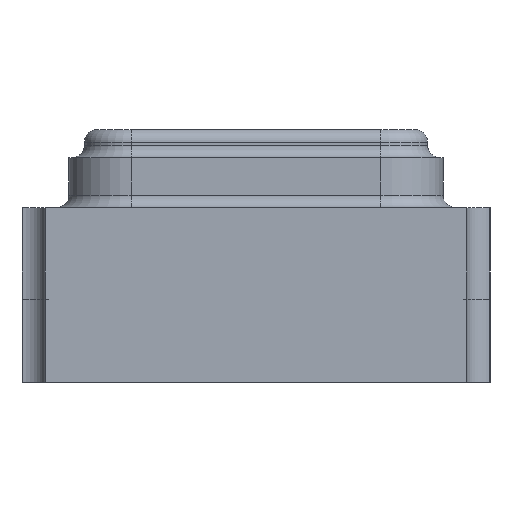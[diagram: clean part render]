
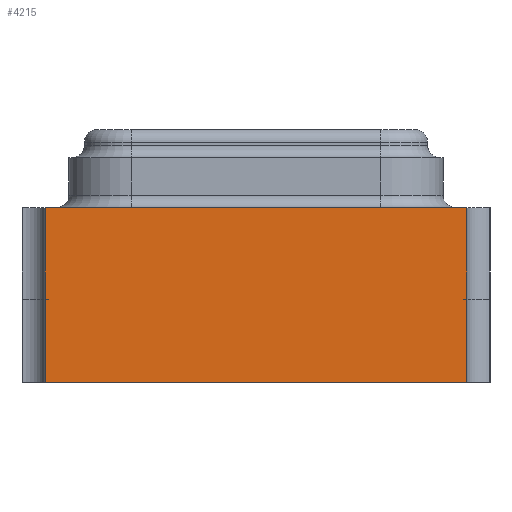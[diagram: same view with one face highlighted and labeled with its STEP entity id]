
A CAD part, left-side view. The second image highlights one B-rep face of the part: STEP entity #4215.
In plain terms, the highlighted planar face has unit normal (-1, 0, 0).
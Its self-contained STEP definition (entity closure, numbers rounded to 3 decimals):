
#18 = DIRECTION ( 'NONE',  ( 0., 0., -1. ) ) ;
#25 = VECTOR ( 'NONE', #1944, 1000. ) ;
#35 = VECTOR ( 'NONE', #18, 1000. ) ;
#80 = CARTESIAN_POINT ( 'NONE',  ( -1.6, -0.675, 0. ) ) ;
#104 = CARTESIAN_POINT ( 'NONE',  ( -1.6, -0.675, 0.56 ) ) ;
#372 = CARTESIAN_POINT ( 'NONE',  ( -1.6, 0.675, 0.267 ) ) ;
#443 = EDGE_CURVE ( 'NONE', #4033, #2893, #3462, .T. ) ;
#510 = CARTESIAN_POINT ( 'NONE',  ( -1.6, 0., 0. ) ) ;
#519 = CARTESIAN_POINT ( 'NONE',  ( -1.6, 0.675, 0.267 ) ) ;
#566 = LINE ( 'NONE', #4595, #2391 ) ;
#794 = CARTESIAN_POINT ( 'NONE',  ( -1.6, -0.675, 0.267 ) ) ;
#956 = VECTOR ( 'NONE', #3123, 1000. ) ;
#980 = ORIENTED_EDGE ( 'NONE', *, *, #443, .F. ) ;
#1051 = EDGE_CURVE ( 'NONE', #1819, #1787, #566, .T. ) ;
#1079 = EDGE_CURVE ( 'NONE', #1787, #2431, #3101, .T. ) ;
#1098 = VECTOR ( 'NONE', #2705, 1000. ) ;
#1210 = ORIENTED_EDGE ( 'NONE', *, *, #4694, .F. ) ;
#1268 = VECTOR ( 'NONE', #3518, 1000. ) ;
#1596 = ORIENTED_EDGE ( 'NONE', *, *, #4354, .T. ) ;
#1712 = DIRECTION ( 'NONE',  ( 0., 0., -1. ) ) ;
#1787 = VERTEX_POINT ( 'NONE', #372 ) ;
#1819 = VERTEX_POINT ( 'NONE', #2882 ) ;
#1874 = EDGE_LOOP ( 'NONE', ( #4712, #1210, #980, #1596, #3721, #4660 ) ) ;
#1944 = DIRECTION ( 'NONE',  ( 0., 1., 0. ) ) ;
#2057 = EDGE_CURVE ( 'NONE', #3190, #2431, #2665, .T. ) ;
#2339 = PLANE ( 'NONE',  #4686 ) ;
#2369 = CARTESIAN_POINT ( 'NONE',  ( -1.6, -0.675, 0.56 ) ) ;
#2391 = VECTOR ( 'NONE', #1712, 1000. ) ;
#2431 = VERTEX_POINT ( 'NONE', #4110 ) ;
#2665 = LINE ( 'NONE', #510, #1098 ) ;
#2681 = CARTESIAN_POINT ( 'NONE',  ( -1.6, 0., 0.56 ) ) ;
#2705 = DIRECTION ( 'NONE',  ( 0., 1., 0. ) ) ;
#2882 = CARTESIAN_POINT ( 'NONE',  ( -1.6, 0.675, 0.56 ) ) ;
#2893 = VERTEX_POINT ( 'NONE', #3886 ) ;
#3007 = CARTESIAN_POINT ( 'NONE',  ( -1.6, 0., 0.56 ) ) ;
#3023 = FACE_OUTER_BOUND ( 'NONE', #1874, .T. ) ;
#3101 = LINE ( 'NONE', #519, #1268 ) ;
#3123 = DIRECTION ( 'NONE',  ( 0., 0., -1. ) ) ;
#3190 = VERTEX_POINT ( 'NONE', #80 ) ;
#3462 = LINE ( 'NONE', #2369, #956 ) ;
#3518 = DIRECTION ( 'NONE',  ( 0., 0., -1. ) ) ;
#3721 = ORIENTED_EDGE ( 'NONE', *, *, #1051, .T. ) ;
#3886 = CARTESIAN_POINT ( 'NONE',  ( -1.6, -0.675, 0.267 ) ) ;
#4033 = VERTEX_POINT ( 'NONE', #104 ) ;
#4110 = CARTESIAN_POINT ( 'NONE',  ( -1.6, 0.675, 0. ) ) ;
#4179 = DIRECTION ( 'NONE',  ( -1., 0., 0. ) ) ;
#4215 = ADVANCED_FACE ( 'NONE', ( #3023 ), #2339, .T. ) ;
#4354 = EDGE_CURVE ( 'NONE', #4033, #1819, #4586, .T. ) ;
#4433 = LINE ( 'NONE', #794, #35 ) ;
#4459 = DIRECTION ( 'NONE',  ( 0., 0., 1. ) ) ;
#4586 = LINE ( 'NONE', #3007, #25 ) ;
#4595 = CARTESIAN_POINT ( 'NONE',  ( -1.6, 0.675, 0.56 ) ) ;
#4660 = ORIENTED_EDGE ( 'NONE', *, *, #1079, .T. ) ;
#4686 = AXIS2_PLACEMENT_3D ( 'NONE', #2681, #4179, #4459 ) ;
#4694 = EDGE_CURVE ( 'NONE', #2893, #3190, #4433, .T. ) ;
#4712 = ORIENTED_EDGE ( 'NONE', *, *, #2057, .F. ) ;
